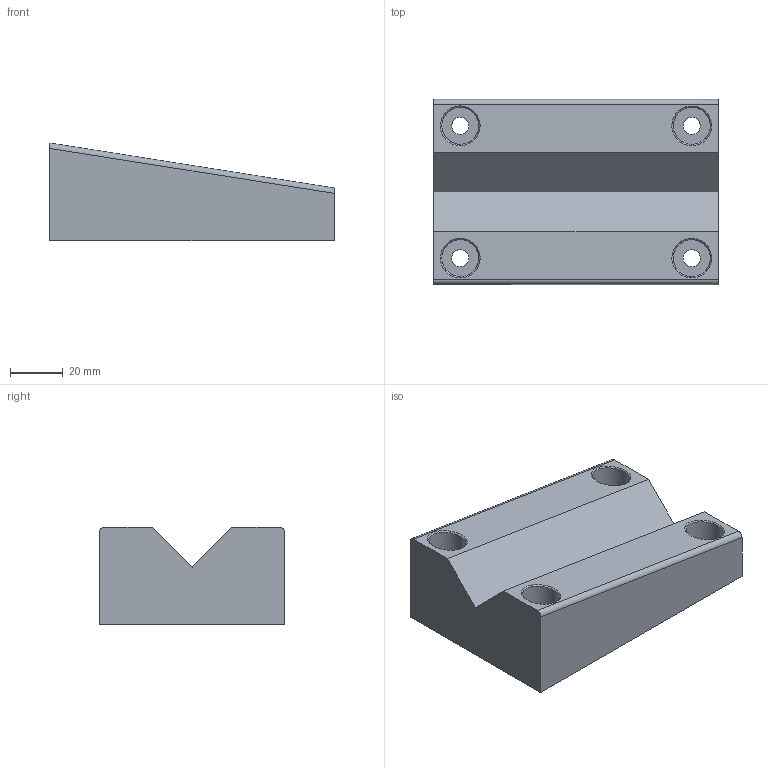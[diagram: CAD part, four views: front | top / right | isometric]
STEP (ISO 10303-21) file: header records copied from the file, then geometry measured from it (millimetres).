
FILE_DESCRIPTION(('FreeCAD Model'),'2;1');
FILE_NAME('Open CASCADE Shape Model','2025-08-21T12:28:33',('Author'),( ''),'Open CASCADE STEP processor 7.8','FreeCAD','Unknown');
FILE_SCHEMA(('AUTOMOTIVE_DESIGN { 1 0 10303 214 1 1 1 1 }'));
Length unit declared in the file: millimetre
Products named in the file (1): part_II
Bounding box: 107.5 x 70 x 37.03 mm (x, y, z)
Volume: 177151 mm3; surface area: 29701.8 mm2
Topology: 1 solids, 1 shells, 31 faces, 67 edges, 42 vertices
Faces by surface type: plane 13, cylinder 10, cone 4, bspline 4
Full cylindrical faces by diameter (mm): 6.5 x4, 14 x4
Entity records: 1151 total; most frequent: CARTESIAN_POINT 453, ORIENTED_EDGE 134, DIRECTION 131, EDGE_CURVE 67, AXIS2_PLACEMENT_3D 48, FACE_BOUND 43, EDGE_LOOP 43, VERTEX_POINT 42
